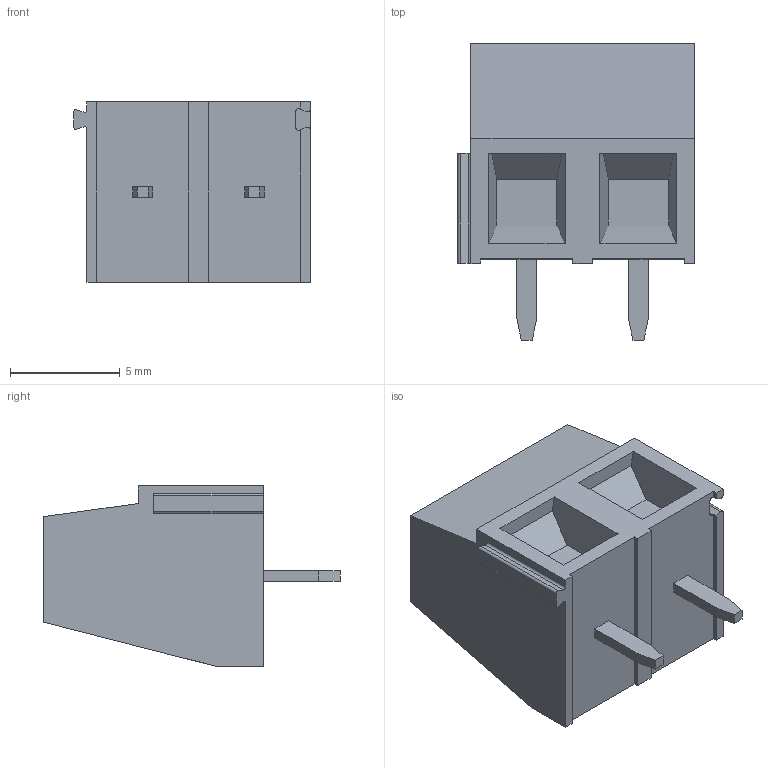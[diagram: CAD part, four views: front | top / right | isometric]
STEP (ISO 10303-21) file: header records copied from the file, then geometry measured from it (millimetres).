
FILE_DESCRIPTION((''),'2;1');
FILE_NAME('C-282837-2','2009-03-16T',('workeradm'),('Tyco Electronics Corporation'),'PRO/ENGINEER BY PARAMETRIC TECHNOLOGY CORPORATION, 2007390','PRO/ENGINEER BY PARAMETRIC TECHNOLOGY CORPORATION, 2007390','');
FILE_SCHEMA(('AUTOMOTIVE_DESIGN { 1 0 10303 214 1 1 1 1 }'));
Length unit declared in the file: millimetre
Products named in the file (1): C-282837-2
Bounding box: 10.76 x 13.5 x 8.2 mm (x, y, z)
Volume: 627.3 mm3; surface area: 600.4 mm2
Topology: 1 solids, 1 shells, 92 faces, 249 edges, 166 vertices
Faces by surface type: plane 78, cylinder 14
Entity records: 2968 total; most frequent: CARTESIAN_POINT 508, ORIENTED_EDGE 498, DIRECTION 469, EDGE_CURVE 249, VECTOR 213, LINE 213, VERTEX_POINT 166, AXIS2_PLACEMENT_3D 128
